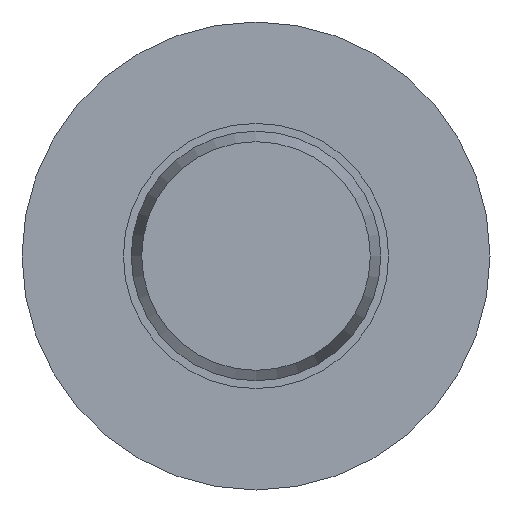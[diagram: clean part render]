
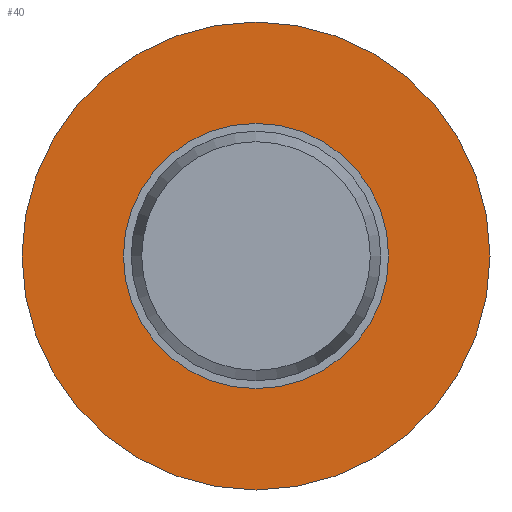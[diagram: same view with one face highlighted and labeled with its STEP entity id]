
A CAD part, front view. The second image highlights one B-rep face of the part: STEP entity #40.
In plain terms, the highlighted planar face has unit normal (0, -1, 0).
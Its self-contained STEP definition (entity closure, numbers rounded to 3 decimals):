
#40 = ADVANCED_FACE( '', ( #85, #86 ), #87, .F. );
#85 = FACE_BOUND( '', #138, .T. );
#86 = FACE_OUTER_BOUND( '', #139, .T. );
#87 = PLANE( '', #140 );
#138 = EDGE_LOOP( '', ( #189 ) );
#139 = EDGE_LOOP( '', ( #190 ) );
#140 = AXIS2_PLACEMENT_3D( '', #191, #192, #193 );
#189 = ORIENTED_EDGE( '', *, *, #251, .F. );
#190 = ORIENTED_EDGE( '', *, *, #253, .T. );
#191 = CARTESIAN_POINT( '', ( 15., 20., 0. ) );
#192 = DIRECTION( '', ( 0., 1., 0. ) );
#193 = DIRECTION( '', ( 0., 0., 1. ) );
#251 = EDGE_CURVE( '', #277, #277, #278, .T. );
#253 = EDGE_CURVE( '', #280, #280, #281, .T. );
#277 = VERTEX_POINT( '', #311 );
#278 = CIRCLE( '', #312, 8.5 );
#280 = VERTEX_POINT( '', #314 );
#281 = CIRCLE( '', #315, 15. );
#311 = CARTESIAN_POINT( '', ( 0., 20., -8.5 ) );
#312 = AXIS2_PLACEMENT_3D( '', #346, #347, #348 );
#314 = CARTESIAN_POINT( '', ( 0., 20., -15. ) );
#315 = AXIS2_PLACEMENT_3D( '', #349, #350, #351 );
#346 = CARTESIAN_POINT( '', ( 0., 20., 0. ) );
#347 = DIRECTION( '', ( 0., -1., 0. ) );
#348 = DIRECTION( '', ( 0., 0., -1. ) );
#349 = CARTESIAN_POINT( '', ( 0., 20., 0. ) );
#350 = DIRECTION( '', ( 0., -1., 0. ) );
#351 = DIRECTION( '', ( 0., 0., -1. ) );
